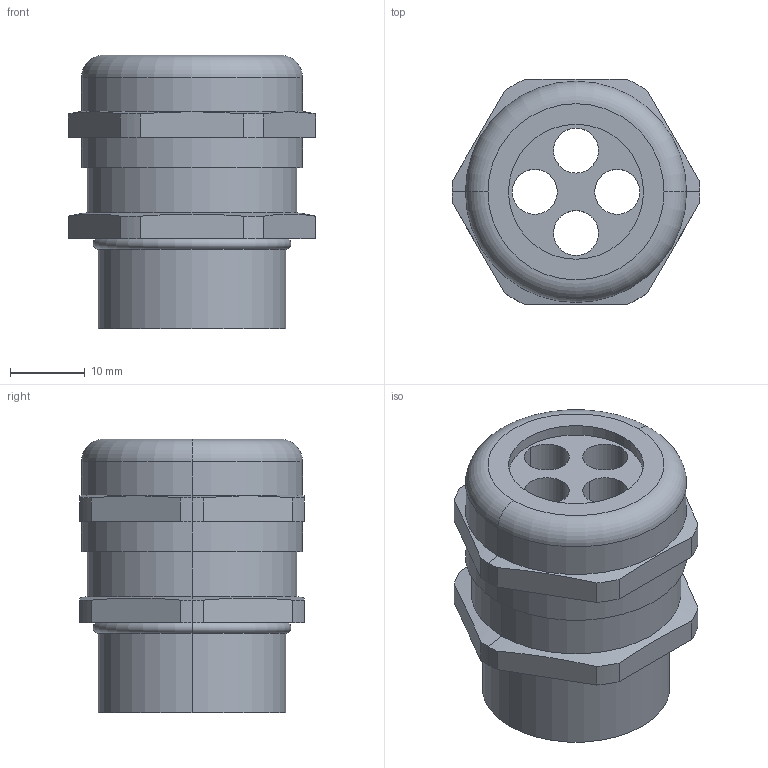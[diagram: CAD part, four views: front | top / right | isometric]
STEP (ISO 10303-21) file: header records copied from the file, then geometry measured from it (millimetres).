
FILE_DESCRIPTION((''),'2;1');
FILE_NAME('3D_1021090181004_WNAM-M25__4X6_','2017-09-18T',('ch.chen'),(''),'PRO/ENGINEER BY PARAMETRIC TECHNOLOGY CORPORATION, 2012480','PRO/ENGINEER BY PARAMETRIC TECHNOLOGY CORPORATION, 2012480','');
FILE_SCHEMA(('AUTOMOTIVE_DESIGN { 1 0 10303 214 1 1 1 1 }'));
Length unit declared in the file: millimetre
Products named in the file (1): 3D_1021090181004_WNAM-M25__4X6_
Bounding box: 33 x 30 x 36.5 mm (x, y, z)
Volume: 14828.9 mm3; surface area: 6978.3 mm2
Topology: 1 solids, 1 shells, 61 faces, 156 edges, 102 vertices
Faces by surface type: cylinder 34, plane 19, cone 4, torus 4
Entity records: 2037 total; most frequent: CARTESIAN_POINT 425, DIRECTION 348, ORIENTED_EDGE 312, EDGE_CURVE 156, AXIS2_PLACEMENT_3D 143, VERTEX_POINT 102, CIRCLE 82, EDGE_LOOP 74
